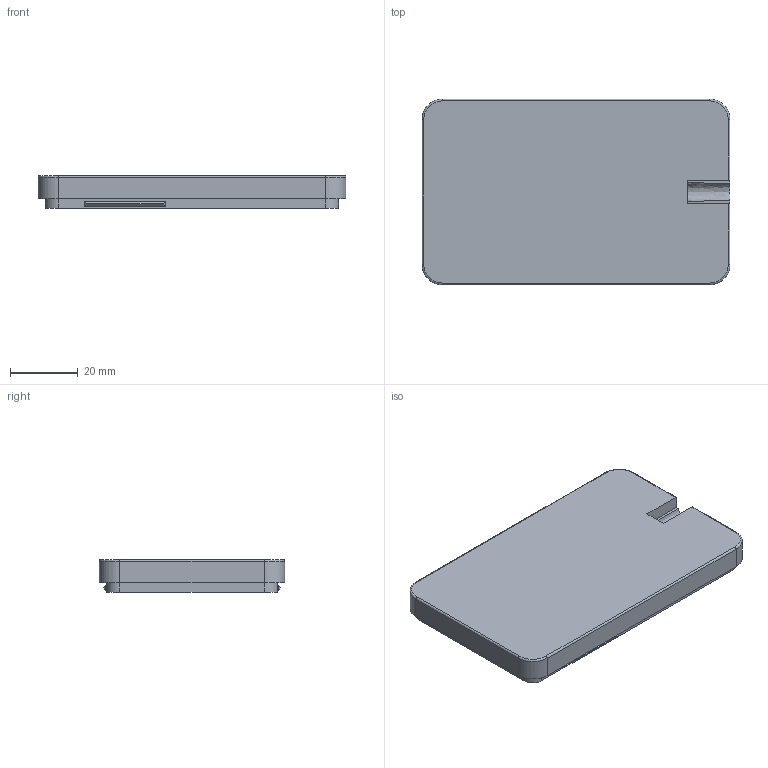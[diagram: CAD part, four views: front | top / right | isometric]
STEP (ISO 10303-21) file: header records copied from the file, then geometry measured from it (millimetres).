
FILE_DESCRIPTION(('HOOPS Exchange Step'),'2;1');
FILE_NAME('p1ESP32.stp','2023-09-19T13:50:14-05:00',('creator'),('Unknown organisation'),'HOOPS Exchange 2023.1','HOOPS Exchange','Unknown authorisation');
FILE_SCHEMA( ('AP203_CONFIGURATION_CONTROLLED_3D_DESIGN_OF_MECHANICAL_PARTS_AND_ASSEMBLIES_MIM_LF') );
Length unit declared in the file: millimetre
Products named in the file (1): v99ESPTouchTop
Bounding box: 90.6 x 54.6 x 9.65 mm (x, y, z)
Volume: 43456.7 mm3; surface area: 13934 mm2
Topology: 1 solids, 1 shells, 51 faces, 125 edges, 79 vertices
Faces by surface type: plane 33, cylinder 13, torus 4, bspline 1
Entity records: 1665 total; most frequent: CARTESIAN_POINT 442, ORIENTED_EDGE 250, DIRECTION 247, EDGE_CURVE 125, VECTOR 85, LINE 85, AXIS2_PLACEMENT_3D 81, VERTEX_POINT 79
